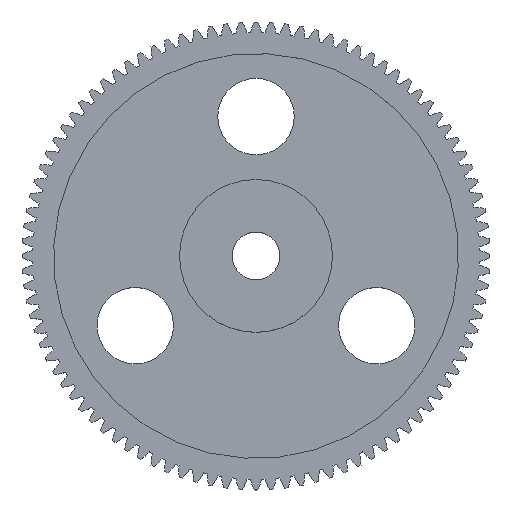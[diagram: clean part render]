
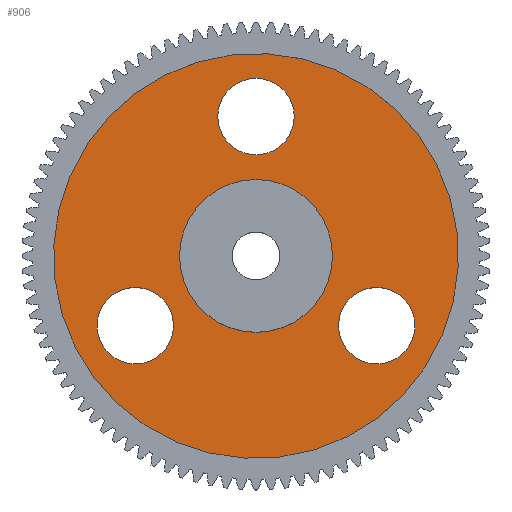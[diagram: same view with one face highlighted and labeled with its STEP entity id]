
A CAD part, top view. The second image highlights one B-rep face of the part: STEP entity #906.
In plain terms, the highlighted planar face has unit normal (0, 0, 1).
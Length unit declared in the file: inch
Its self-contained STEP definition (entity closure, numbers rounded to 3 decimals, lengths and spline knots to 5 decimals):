
#136=CARTESIAN_POINT('',(-1.18299,-0.5968,-0.05));
#137=VERTEX_POINT('',#136);
#146=CARTESIAN_POINT('',(1.18299,0.5968,-0.05));
#147=VERTEX_POINT('',#146);
#148=CARTESIAN_POINT('',(0.0,0.0,-0.05));
#149=DIRECTION('',(0.0,0.0,1.0));
#150=DIRECTION('',(-0.893,-0.45,0.0));
#151=AXIS2_PLACEMENT_3D('',#148,#149,#150);
#152=CIRCLE('',#151,1.325);
#153=EDGE_CURVE('',#147,#137,#152,.T.);
#220=CARTESIAN_POINT('',(-0.5,0.,-0.05));
#221=VERTEX_POINT('',#220);
#230=CARTESIAN_POINT('',(0.5,0.,-0.05));
#231=VERTEX_POINT('',#230);
#232=CARTESIAN_POINT('',(0.0,0.0,-0.05));
#233=DIRECTION('',(0.0,0.0,-1.0));
#234=DIRECTION('',(-1.0,0.0,0.0));
#235=AXIS2_PLACEMENT_3D('',#232,#233,#234);
#236=CIRCLE('',#235,0.5);
#237=EDGE_CURVE('',#231,#221,#236,.T.);
#390=CARTESIAN_POINT('',(0.25,0.9125,-0.05));
#391=VERTEX_POINT('',#390);
#407=CARTESIAN_POINT('',(-0.25,0.9125,-0.05));
#408=VERTEX_POINT('',#407);
#415=CARTESIAN_POINT('',(0.,0.9125,-0.05));
#416=DIRECTION('',(0.0,0.0,-1.0));
#417=DIRECTION('',(1.0,0.0,0.0));
#418=AXIS2_PLACEMENT_3D('',#415,#416,#417);
#419=CIRCLE('',#418,0.25);
#420=EDGE_CURVE('',#391,#408,#419,.T.);
#453=CARTESIAN_POINT('',(0.66525,-0.67276,-0.05));
#454=VERTEX_POINT('',#453);
#470=CARTESIAN_POINT('',(0.91525,-0.23974,-0.05));
#471=VERTEX_POINT('',#470);
#478=CARTESIAN_POINT('',(0.79025,-0.45625,-0.05));
#479=DIRECTION('',(0.0,0.0,-1.0));
#480=DIRECTION('',(-0.5,-0.866,0.0));
#481=AXIS2_PLACEMENT_3D('',#478,#479,#480);
#482=CIRCLE('',#481,0.25);
#483=EDGE_CURVE('',#454,#471,#482,.T.);
#516=CARTESIAN_POINT('',(-0.91525,-0.23974,-0.05));
#517=VERTEX_POINT('',#516);
#533=CARTESIAN_POINT('',(-0.66525,-0.67276,-0.05));
#534=VERTEX_POINT('',#533);
#541=CARTESIAN_POINT('',(-0.79025,-0.45625,-0.05));
#542=DIRECTION('',(0.0,0.0,-1.0));
#543=DIRECTION('',(-0.5,0.866,0.0));
#544=AXIS2_PLACEMENT_3D('',#541,#542,#543);
#545=CIRCLE('',#544,0.25);
#546=EDGE_CURVE('',#517,#534,#545,.T.);
#578=CARTESIAN_POINT('',(-0.79025,-0.45625,-0.05));
#579=DIRECTION('',(0.0,0.0,-1.0));
#580=DIRECTION('',(-0.5,0.866,0.0));
#581=AXIS2_PLACEMENT_3D('',#578,#579,#580);
#582=CIRCLE('',#581,0.25);
#583=EDGE_CURVE('',#534,#517,#582,.T.);
#623=CARTESIAN_POINT('',(0.79025,-0.45625,-0.05));
#624=DIRECTION('',(0.0,0.0,-1.0));
#625=DIRECTION('',(-0.5,-0.866,0.0));
#626=AXIS2_PLACEMENT_3D('',#623,#624,#625);
#627=CIRCLE('',#626,0.25);
#628=EDGE_CURVE('',#471,#454,#627,.T.);
#668=CARTESIAN_POINT('',(0.,0.9125,-0.05));
#669=DIRECTION('',(0.0,0.0,-1.0));
#670=DIRECTION('',(1.0,0.0,0.0));
#671=AXIS2_PLACEMENT_3D('',#668,#669,#670);
#672=CIRCLE('',#671,0.25);
#673=EDGE_CURVE('',#408,#391,#672,.T.);
#783=CARTESIAN_POINT('',(0.0,0.0,-0.05));
#784=DIRECTION('',(0.0,0.0,-1.0));
#785=DIRECTION('',(-1.0,0.0,0.0));
#786=AXIS2_PLACEMENT_3D('',#783,#784,#785);
#787=CIRCLE('',#786,0.5);
#788=EDGE_CURVE('',#221,#231,#787,.T.);
#871=CARTESIAN_POINT('',(0.0,0.0,-0.05));
#872=DIRECTION('',(0.0,0.0,1.0));
#873=DIRECTION('',(-0.893,-0.45,0.0));
#874=AXIS2_PLACEMENT_3D('',#871,#872,#873);
#875=CIRCLE('',#874,1.325);
#876=EDGE_CURVE('',#137,#147,#875,.T.);
#881=CARTESIAN_POINT('',(0.10754,0.05425,-0.05));
#882=DIRECTION('',(0.0,0.0,1.0));
#883=DIRECTION('',(1.0,0.0,0.0));
#884=AXIS2_PLACEMENT_3D('',#881,#882,#883);
#885=PLANE('',#884);
#886=ORIENTED_EDGE('',*,*,#153,.T.);
#887=ORIENTED_EDGE('',*,*,#876,.T.);
#888=EDGE_LOOP('',(#886,#887));
#889=FACE_OUTER_BOUND('',#888,.T.);
#890=ORIENTED_EDGE('',*,*,#546,.T.);
#891=ORIENTED_EDGE('',*,*,#583,.T.);
#892=EDGE_LOOP('',(#890,#891));
#893=FACE_BOUND('',#892,.T.);
#894=ORIENTED_EDGE('',*,*,#483,.T.);
#895=ORIENTED_EDGE('',*,*,#628,.T.);
#896=EDGE_LOOP('',(#894,#895));
#897=FACE_BOUND('',#896,.T.);
#898=ORIENTED_EDGE('',*,*,#420,.T.);
#899=ORIENTED_EDGE('',*,*,#673,.T.);
#900=EDGE_LOOP('',(#898,#899));
#901=FACE_BOUND('',#900,.T.);
#902=ORIENTED_EDGE('',*,*,#237,.T.);
#903=ORIENTED_EDGE('',*,*,#788,.T.);
#904=EDGE_LOOP('',(#902,#903));
#905=FACE_BOUND('',#904,.T.);
#906=ADVANCED_FACE('',(#889,#893,#897,#901,#905),#885,.T.);
